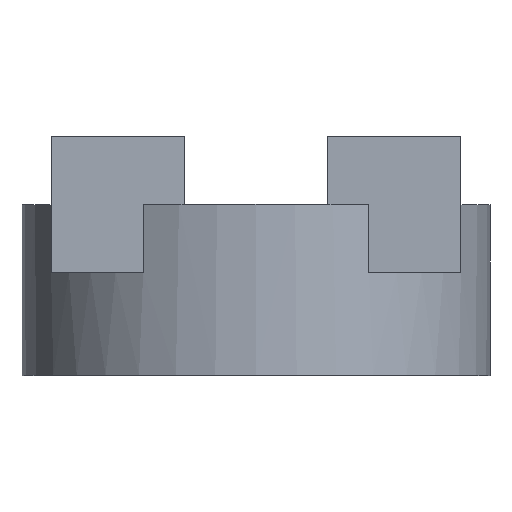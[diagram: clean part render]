
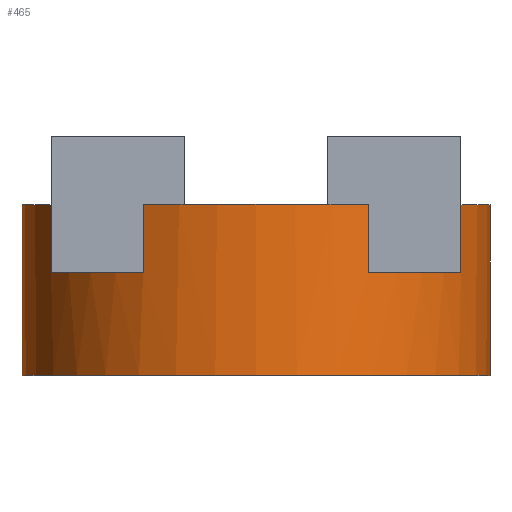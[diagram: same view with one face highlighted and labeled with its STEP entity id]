
A CAD part, top view. The second image highlights one B-rep face of the part: STEP entity #465.
In plain terms, the highlighted cylindrical face has radius 68.5 mm (diameter 137 mm), a full revolution.
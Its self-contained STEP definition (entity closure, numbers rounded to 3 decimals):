
#21=CYLINDRICAL_SURFACE('',#522,68.5);
#43=FACE_OUTER_BOUND('',#66,.T.);
#66=EDGE_LOOP('',(#401,#402,#403,#404,#405,#406,#407,#408,#409,#410,#411,
#412,#413,#414,#415,#416,#417,#418,#419,#420));
#69=CIRCLE('',#483,68.5);
#71=CIRCLE('',#486,68.5);
#73=CIRCLE('',#489,68.5);
#74=CIRCLE('',#490,68.5);
#77=CIRCLE('',#494,68.5);
#84=CIRCLE('',#507,68.5);
#85=CIRCLE('',#509,68.5);
#86=CIRCLE('',#511,68.5);
#87=CIRCLE('',#513,68.5);
#88=CIRCLE('',#523,68.5);
#122=LINE('',#775,#168);
#124=LINE('',#778,#170);
#125=LINE('',#780,#171);
#127=LINE('',#783,#173);
#128=LINE('',#785,#174);
#130=LINE('',#788,#176);
#131=LINE('',#790,#177);
#133=LINE('',#793,#179);
#134=LINE('',#796,#180);
#168=VECTOR('',#629,10.);
#170=VECTOR('',#633,10.);
#171=VECTOR('',#636,10.);
#173=VECTOR('',#640,10.);
#174=VECTOR('',#643,10.);
#176=VECTOR('',#647,10.);
#177=VECTOR('',#650,10.);
#179=VECTOR('',#654,10.);
#180=VECTOR('',#657,68.5);
#181=VERTEX_POINT('',#667);
#183=VERTEX_POINT('',#670);
#185=VERTEX_POINT('',#676);
#187=VERTEX_POINT('',#679);
#189=VERTEX_POINT('',#685);
#191=VERTEX_POINT('',#688);
#192=VERTEX_POINT('',#690);
#195=VERTEX_POINT('',#698);
#197=VERTEX_POINT('',#701);
#212=VERTEX_POINT('',#747);
#213=VERTEX_POINT('',#748);
#215=VERTEX_POINT('',#754);
#216=VERTEX_POINT('',#755);
#218=VERTEX_POINT('',#761);
#219=VERTEX_POINT('',#762);
#221=VERTEX_POINT('',#768);
#222=VERTEX_POINT('',#769);
#224=VERTEX_POINT('',#795);
#226=EDGE_CURVE('',#183,#181,#69,.T.);
#230=EDGE_CURVE('',#187,#185,#71,.T.);
#234=EDGE_CURVE('',#191,#189,#73,.T.);
#235=EDGE_CURVE('',#192,#191,#74,.T.);
#240=EDGE_CURVE('',#197,#195,#77,.T.);
#265=EDGE_CURVE('',#212,#213,#84,.T.);
#268=EDGE_CURVE('',#215,#216,#85,.T.);
#271=EDGE_CURVE('',#218,#219,#86,.T.);
#274=EDGE_CURVE('',#221,#222,#87,.T.);
#277=EDGE_CURVE('',#213,#181,#122,.T.);
#279=EDGE_CURVE('',#212,#192,#124,.T.);
#280=EDGE_CURVE('',#222,#189,#125,.T.);
#282=EDGE_CURVE('',#221,#197,#127,.T.);
#283=EDGE_CURVE('',#219,#195,#128,.T.);
#285=EDGE_CURVE('',#218,#187,#130,.T.);
#286=EDGE_CURVE('',#216,#185,#131,.T.);
#288=EDGE_CURVE('',#215,#183,#133,.T.);
#289=EDGE_CURVE('',#191,#224,#134,.T.);
#290=EDGE_CURVE('',#224,#224,#88,.T.);
#401=ORIENTED_EDGE('',*,*,#226,.T.);
#402=ORIENTED_EDGE('',*,*,#277,.F.);
#403=ORIENTED_EDGE('',*,*,#265,.F.);
#404=ORIENTED_EDGE('',*,*,#279,.T.);
#405=ORIENTED_EDGE('',*,*,#235,.T.);
#406=ORIENTED_EDGE('',*,*,#289,.T.);
#407=ORIENTED_EDGE('',*,*,#290,.T.);
#408=ORIENTED_EDGE('',*,*,#289,.F.);
#409=ORIENTED_EDGE('',*,*,#234,.T.);
#410=ORIENTED_EDGE('',*,*,#280,.F.);
#411=ORIENTED_EDGE('',*,*,#274,.F.);
#412=ORIENTED_EDGE('',*,*,#282,.T.);
#413=ORIENTED_EDGE('',*,*,#240,.T.);
#414=ORIENTED_EDGE('',*,*,#283,.F.);
#415=ORIENTED_EDGE('',*,*,#271,.F.);
#416=ORIENTED_EDGE('',*,*,#285,.T.);
#417=ORIENTED_EDGE('',*,*,#230,.T.);
#418=ORIENTED_EDGE('',*,*,#286,.F.);
#419=ORIENTED_EDGE('',*,*,#268,.F.);
#420=ORIENTED_EDGE('',*,*,#288,.T.);
#465=ADVANCED_FACE('',(#43),#21,.T.);
#483=AXIS2_PLACEMENT_3D('',#671,#533,#534);
#486=AXIS2_PLACEMENT_3D('',#680,#541,#542);
#489=AXIS2_PLACEMENT_3D('',#689,#549,#550);
#490=AXIS2_PLACEMENT_3D('',#691,#551,#552);
#494=AXIS2_PLACEMENT_3D('',#702,#561,#562);
#507=AXIS2_PLACEMENT_3D('',#749,#605,#606);
#509=AXIS2_PLACEMENT_3D('',#756,#611,#612);
#511=AXIS2_PLACEMENT_3D('',#763,#617,#618);
#513=AXIS2_PLACEMENT_3D('',#770,#623,#624);
#522=AXIS2_PLACEMENT_3D('',#794,#655,#656);
#523=AXIS2_PLACEMENT_3D('',#797,#658,#659);
#533=DIRECTION('center_axis',(0.,-1.,0.));
#534=DIRECTION('ref_axis',(1.,0.,0.));
#541=DIRECTION('center_axis',(0.,-1.,0.));
#542=DIRECTION('ref_axis',(1.,0.,0.));
#549=DIRECTION('center_axis',(0.,-1.,0.));
#550=DIRECTION('ref_axis',(1.,0.,0.));
#551=DIRECTION('center_axis',(0.,-1.,0.));
#552=DIRECTION('ref_axis',(1.,0.,0.));
#561=DIRECTION('center_axis',(0.,-1.,0.));
#562=DIRECTION('ref_axis',(1.,0.,0.));
#605=DIRECTION('center_axis',(0.,1.,0.));
#606=DIRECTION('ref_axis',(1.,0.,0.));
#611=DIRECTION('center_axis',(0.,1.,0.));
#612=DIRECTION('ref_axis',(1.,0.,0.));
#617=DIRECTION('center_axis',(0.,1.,0.));
#618=DIRECTION('ref_axis',(1.,0.,0.));
#623=DIRECTION('center_axis',(0.,1.,0.));
#624=DIRECTION('ref_axis',(1.,0.,0.));
#629=DIRECTION('',(0.,1.,0.));
#633=DIRECTION('',(0.,1.,0.));
#636=DIRECTION('',(0.,1.,0.));
#640=DIRECTION('',(0.,1.,0.));
#643=DIRECTION('',(0.,1.,0.));
#647=DIRECTION('',(0.,1.,0.));
#650=DIRECTION('',(0.,1.,0.));
#654=DIRECTION('',(0.,1.,0.));
#655=DIRECTION('center_axis',(0.,1.,0.));
#656=DIRECTION('ref_axis',(1.,0.,0.));
#657=DIRECTION('',(0.,-1.,0.));
#658=DIRECTION('center_axis',(0.,1.,0.));
#659=DIRECTION('ref_axis',(1.,0.,0.));
#667=CARTESIAN_POINT('',(-33.049,50.,60.));
#670=CARTESIAN_POINT('',(33.049,50.,60.));
#671=CARTESIAN_POINT('Origin',(0.,50.,0.));
#676=CARTESIAN_POINT('',(60.,50.,33.049));
#679=CARTESIAN_POINT('',(60.,50.,-33.049));
#680=CARTESIAN_POINT('Origin',(0.,50.,0.));
#685=CARTESIAN_POINT('',(-60.,50.,-33.049));
#688=CARTESIAN_POINT('',(-68.5,50.,0.));
#689=CARTESIAN_POINT('Origin',(0.,50.,0.));
#690=CARTESIAN_POINT('',(-60.,50.,33.049));
#691=CARTESIAN_POINT('Origin',(0.,50.,0.));
#698=CARTESIAN_POINT('',(33.049,50.,-60.));
#701=CARTESIAN_POINT('',(-33.049,50.,-60.));
#702=CARTESIAN_POINT('Origin',(0.,50.,0.));
#747=CARTESIAN_POINT('',(-60.,30.,33.049));
#748=CARTESIAN_POINT('',(-33.049,30.,60.));
#749=CARTESIAN_POINT('Origin',(0.,30.,0.));
#754=CARTESIAN_POINT('',(33.049,30.,60.));
#755=CARTESIAN_POINT('',(60.,30.,33.049));
#756=CARTESIAN_POINT('Origin',(0.,30.,0.));
#761=CARTESIAN_POINT('',(60.,30.,-33.049));
#762=CARTESIAN_POINT('',(33.049,30.,-60.));
#763=CARTESIAN_POINT('Origin',(0.,30.,0.));
#768=CARTESIAN_POINT('',(-33.049,30.,-60.));
#769=CARTESIAN_POINT('',(-60.,30.,-33.049));
#770=CARTESIAN_POINT('Origin',(0.,30.,0.));
#775=CARTESIAN_POINT('',(-33.049,30.,60.));
#778=CARTESIAN_POINT('',(-60.,30.,33.049));
#780=CARTESIAN_POINT('',(-60.,30.,-33.049));
#783=CARTESIAN_POINT('',(-33.049,30.,-60.));
#785=CARTESIAN_POINT('',(33.049,30.,-60.));
#788=CARTESIAN_POINT('',(60.,30.,-33.049));
#790=CARTESIAN_POINT('',(60.,30.,33.049));
#793=CARTESIAN_POINT('',(33.049,30.,60.));
#794=CARTESIAN_POINT('Origin',(0.,0.,0.));
#795=CARTESIAN_POINT('',(-68.5,0.,0.));
#796=CARTESIAN_POINT('',(-68.5,0.,0.));
#797=CARTESIAN_POINT('Origin',(0.,0.,0.));
